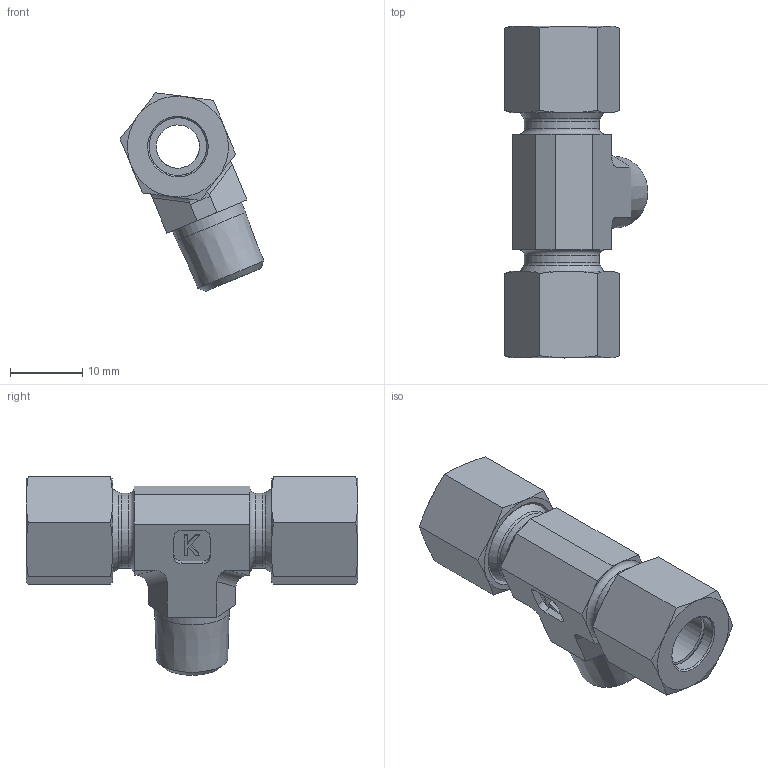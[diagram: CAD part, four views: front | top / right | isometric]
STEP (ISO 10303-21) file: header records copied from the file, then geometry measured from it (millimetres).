
FILE_DESCRIPTION((''),'2;1');
FILE_NAME('27001081012.stp','2014-08-21T15:23:07',(''),('KNOMI spol. s r. o.'),'Autodesk Inventor 2012','Autodesk Inventor 2012','');
FILE_SCHEMA(('AUTOMOTIVE_DESIGN { 1 2 10303 214 0 1 1 1 }'));
Length unit declared in the file: millimetre
Products named in the file (4): THCM1K 8LLMkuž M10x1K/M12x1; 26001081012; 3900812; 40008
Assembly tree (5 placements, depth 2):
  THCM1K 8LLMkuž M10x1K/M12x1
    26001081012
    3900812  x2
    40008  x2
Bounding box: 19.93 x 46 x 27.52 mm (x, y, z)
Volume: 5791.8 mm3; surface area: 6143.7 mm2
Topology: 5 solids, 5 shells, 153 faces, 365 edges, 231 vertices
Faces by surface type: plane 71, cone 47, cylinder 29, torus 6
Full cylindrical faces by diameter (mm): 6 x2, 8 x6, 9.4 x2, 10 x2, 10.344 x1, 10.4 x2, 10.917 x2, 12 x2
Entity records: 3421 total; most frequent: CARTESIAN_POINT 585, DIRECTION 563, ORIENTED_EDGE 472, EDGE_CURVE 236, AXIS2_PLACEMENT_3D 219, EDGE_LOOP 166, VERTEX_POINT 164, STYLED_ITEM 126
